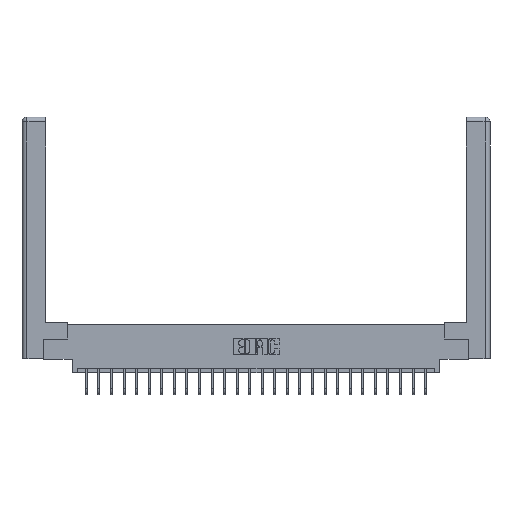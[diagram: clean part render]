
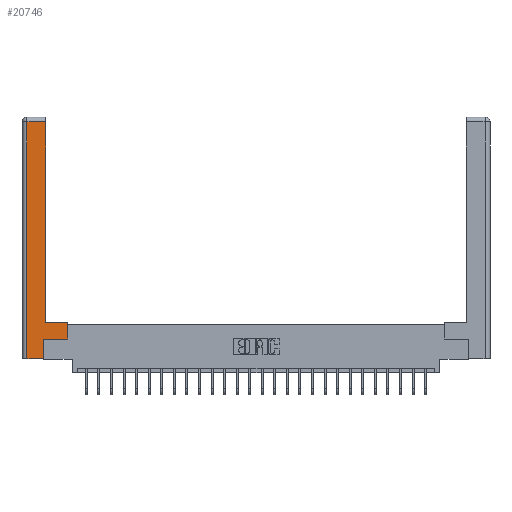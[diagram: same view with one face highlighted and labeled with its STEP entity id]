
A CAD part, top view. The second image highlights one B-rep face of the part: STEP entity #20746.
In plain terms, the highlighted planar face has unit normal (0, 0, 1).
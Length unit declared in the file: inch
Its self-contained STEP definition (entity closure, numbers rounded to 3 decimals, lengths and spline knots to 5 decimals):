
#177 = PLANE ( 'NONE',  #20600 ) ;
#478 = EDGE_CURVE ( 'NONE', #15911, #13469, #9777, .T. ) ;
#496 = DIRECTION ( 'NONE',  ( -1., 0., 0. ) ) ;
#587 = ORIENTED_EDGE ( 'NONE', *, *, #22034, .T. ) ;
#1329 = VERTEX_POINT ( 'NONE', #21910 ) ;
#1444 = ORIENTED_EDGE ( 'NONE', *, *, #10042, .T. ) ;
#1587 = LINE ( 'NONE', #12963, #20075 ) ;
#1786 = CARTESIAN_POINT ( 'NONE',  ( 0.0615, 2.94, 0. ) ) ;
#2097 = DIRECTION ( 'NONE',  ( 0., 0., -1. ) ) ;
#2290 = CARTESIAN_POINT ( 'NONE',  ( 0., 0., 0. ) ) ;
#2414 = ORIENTED_EDGE ( 'NONE', *, *, #478, .T. ) ;
#2890 = VECTOR ( 'NONE', #19284, 39.37008 ) ;
#3015 = EDGE_CURVE ( 'NONE', #19261, #1329, #17399, .T. ) ;
#3175 = ORIENTED_EDGE ( 'NONE', *, *, #3015, .T. ) ;
#3418 = DIRECTION ( 'NONE',  ( 0., -1., 0. ) ) ;
#3729 = LINE ( 'NONE', #1786, #24028 ) ;
#4021 = VECTOR ( 'NONE', #5321, 39.37008 ) ;
#4774 = EDGE_CURVE ( 'NONE', #13469, #14357, #16159, .T. ) ;
#5219 = CARTESIAN_POINT ( 'NONE',  ( 0.265, 0.245, 0. ) ) ;
#5321 = DIRECTION ( 'NONE',  ( 0., 1., 0. ) ) ;
#5504 = CARTESIAN_POINT ( 'NONE',  ( 0.565, 0.45, 0. ) ) ;
#5947 = LINE ( 'NONE', #20856, #2890 ) ;
#7376 = LINE ( 'NONE', #12977, #4021 ) ;
#9399 = CARTESIAN_POINT ( 'NONE',  ( 0.295, 3., 0. ) ) ;
#9583 = LINE ( 'NONE', #5504, #21316 ) ;
#9777 = LINE ( 'NONE', #12285, #15655 ) ;
#9800 = CARTESIAN_POINT ( 'NONE',  ( 0.565, 0.245, 0. ) ) ;
#9876 = CARTESIAN_POINT ( 'NONE',  ( 0.0615, 2.94, 0. ) ) ;
#10042 = EDGE_CURVE ( 'NONE', #20373, #23943, #5947, .T. ) ;
#10601 = CARTESIAN_POINT ( 'NONE',  ( 0.565, 0.45, 0. ) ) ;
#10898 = VECTOR ( 'NONE', #21131, 39.37008 ) ;
#11242 = EDGE_CURVE ( 'NONE', #14357, #15316, #3729, .T. ) ;
#12285 = CARTESIAN_POINT ( 'NONE',  ( 0.295, 0.45, 0. ) ) ;
#12422 = ORIENTED_EDGE ( 'NONE', *, *, #19228, .T. ) ;
#12963 = CARTESIAN_POINT ( 'NONE',  ( 0.0615, 0., 0. ) ) ;
#12977 = CARTESIAN_POINT ( 'NONE',  ( 0.265, 0.245, 0. ) ) ;
#13440 = CARTESIAN_POINT ( 'NONE',  ( 0.0615, 0., 0. ) ) ;
#13469 = VERTEX_POINT ( 'NONE', #23354 ) ;
#14357 = VERTEX_POINT ( 'NONE', #24717 ) ;
#15045 = DIRECTION ( 'NONE',  ( 1., 0., 0. ) ) ;
#15200 = ORIENTED_EDGE ( 'NONE', *, *, #4774, .T. ) ;
#15316 = VERTEX_POINT ( 'NONE', #9876 ) ;
#15655 = VECTOR ( 'NONE', #496, 39.37008 ) ;
#15856 = DIRECTION ( 'NONE',  ( -1., 0., 0. ) ) ;
#15911 = VERTEX_POINT ( 'NONE', #10601 ) ;
#16159 = LINE ( 'NONE', #9399, #10898 ) ;
#17284 = ORIENTED_EDGE ( 'NONE', *, *, #11242, .T. ) ;
#17399 = LINE ( 'NONE', #19044, #22072 ) ;
#17871 = ORIENTED_EDGE ( 'NONE', *, *, #23273, .T. ) ;
#19044 = CARTESIAN_POINT ( 'NONE',  ( 0.265, 0., 0. ) ) ;
#19228 = EDGE_CURVE ( 'NONE', #23943, #15911, #9583, .T. ) ;
#19261 = VERTEX_POINT ( 'NONE', #13440 ) ;
#19284 = DIRECTION ( 'NONE',  ( 1., 0., 0. ) ) ;
#19528 = EDGE_LOOP ( 'NONE', ( #15200, #17284, #587, #3175, #17871, #1444, #12422, #2414 ) ) ;
#20075 = VECTOR ( 'NONE', #3418, 39.37008 ) ;
#20373 = VERTEX_POINT ( 'NONE', #5219 ) ;
#20600 = AXIS2_PLACEMENT_3D ( 'NONE', #2290, #2097, #15856 ) ;
#20746 = ADVANCED_FACE ( 'NONE', ( #21242 ), #177, .F. ) ;
#20856 = CARTESIAN_POINT ( 'NONE',  ( 0.565, 0.245, 0. ) ) ;
#21131 = DIRECTION ( 'NONE',  ( 0., 1., 0. ) ) ;
#21242 = FACE_OUTER_BOUND ( 'NONE', #19528, .T. ) ;
#21316 = VECTOR ( 'NONE', #23229, 39.37008 ) ;
#21910 = CARTESIAN_POINT ( 'NONE',  ( 0.265, 0., 0. ) ) ;
#22034 = EDGE_CURVE ( 'NONE', #15316, #19261, #1587, .T. ) ;
#22072 = VECTOR ( 'NONE', #15045, 39.37008 ) ;
#23229 = DIRECTION ( 'NONE',  ( 0., 1., 0. ) ) ;
#23273 = EDGE_CURVE ( 'NONE', #1329, #20373, #7376, .T. ) ;
#23354 = CARTESIAN_POINT ( 'NONE',  ( 0.295, 0.45, 0. ) ) ;
#23943 = VERTEX_POINT ( 'NONE', #9800 ) ;
#24028 = VECTOR ( 'NONE', #25414, 39.37008 ) ;
#24717 = CARTESIAN_POINT ( 'NONE',  ( 0.295, 2.94, 0. ) ) ;
#25414 = DIRECTION ( 'NONE',  ( -1., 0., 0. ) ) ;
